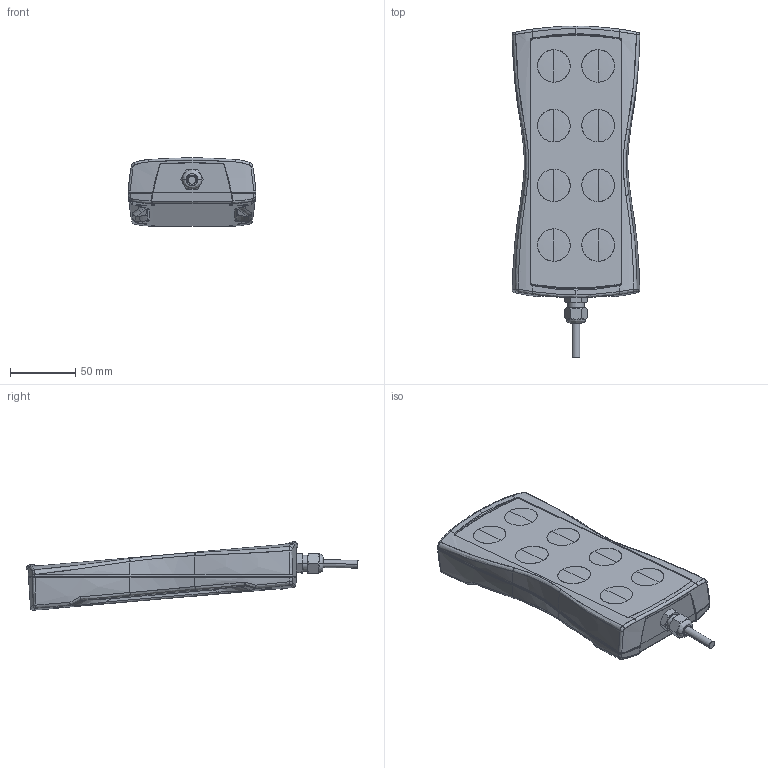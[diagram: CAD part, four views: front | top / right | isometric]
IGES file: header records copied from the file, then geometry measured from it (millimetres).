
Start section: SolidWorks IGES file using analytic representation for surfaces
Global section: file name: Streamline.IGS; native system: SolidWorks 2008; preprocessor: SolidWorks 2008; author: CKuhn; date: 111103.083119; units: millimetre
Bounding box: 98.02 x 254.75 x 52.51 mm (x, y, z)
Surface area: 58217.5 mm2 (no closed solid volume)
Topology: 0 solids, 0 shells, 382 faces, 4414 edges, 4389 vertices
Faces by surface type: bspline 253, revolution 129
